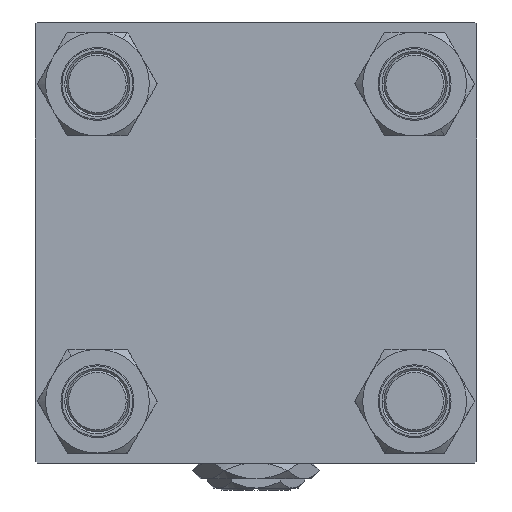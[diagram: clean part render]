
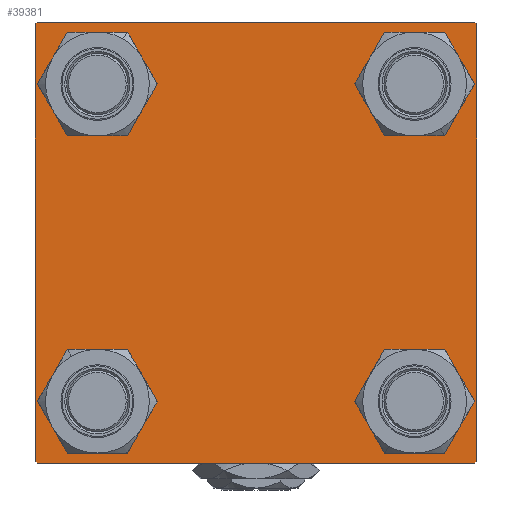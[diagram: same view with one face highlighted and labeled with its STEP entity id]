
A CAD part, left-side view. The second image highlights one B-rep face of the part: STEP entity #39381.
In plain terms, the highlighted planar face has unit normal (-1, 0, 0).
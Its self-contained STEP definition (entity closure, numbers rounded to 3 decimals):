
#608 = AXIS2_PLACEMENT_3D ( 'NONE', #52349, #35787, #12229 ) ;
#648 = ORIENTED_EDGE ( 'NONE', *, *, #41414, .T. ) ;
#1045 = VERTEX_POINT ( 'NONE', #28797 ) ;
#1292 = VECTOR ( 'NONE', #10884, 1000. ) ;
#1466 = CIRCLE ( 'NONE', #608, 8.5 ) ;
#1994 = EDGE_CURVE ( 'NONE', #20403, #15900, #30980, .T. ) ;
#2227 = EDGE_CURVE ( 'NONE', #13740, #36190, #12247, .T. ) ;
#2848 = LINE ( 'NONE', #31445, #1292 ) ;
#3137 = CARTESIAN_POINT ( 'NONE',  ( 0., 57.25, -57.25 ) ) ;
#3604 = VECTOR ( 'NONE', #47523, 1000. ) ;
#3971 = DIRECTION ( 'NONE',  ( 0., 0.707, 0.707 ) ) ;
#4108 = CARTESIAN_POINT ( 'NONE',  ( 0., 41.35, -41.35 ) ) ;
#4793 = ORIENTED_EDGE ( 'NONE', *, *, #18924, .T. ) ;
#4945 = CARTESIAN_POINT ( 'NONE',  ( 0., -57.5, -57. ) ) ;
#4955 = CARTESIAN_POINT ( 'NONE',  ( 0., -57.25, 57.25 ) ) ;
#5149 = ORIENTED_EDGE ( 'NONE', *, *, #8923, .T. ) ;
#6137 = CARTESIAN_POINT ( 'NONE',  ( 0., 57.25, 57.25 ) ) ;
#6285 = AXIS2_PLACEMENT_3D ( 'NONE', #11342, #7340, #7605 ) ;
#6453 = CARTESIAN_POINT ( 'NONE',  ( 0., 41.35, -49.85 ) ) ;
#6638 = VECTOR ( 'NONE', #9854, 1000. ) ;
#6697 = CARTESIAN_POINT ( 'NONE',  ( 0., -41.35, -41.35 ) ) ;
#6841 = CARTESIAN_POINT ( 'NONE',  ( 0., -57.25, -57.25 ) ) ;
#6919 = VERTEX_POINT ( 'NONE', #21298 ) ;
#7207 = DIRECTION ( 'NONE',  ( 0., 0., 1. ) ) ;
#7277 = ORIENTED_EDGE ( 'NONE', *, *, #2227, .T. ) ;
#7340 = DIRECTION ( 'NONE',  ( 1., 0., 0. ) ) ;
#7605 = DIRECTION ( 'NONE',  ( 0., 0., 1. ) ) ;
#8167 = AXIS2_PLACEMENT_3D ( 'NONE', #47815, #47562, #15726 ) ;
#8618 = AXIS2_PLACEMENT_3D ( 'NONE', #32869, #20325, #23799 ) ;
#8923 = EDGE_CURVE ( 'NONE', #15900, #20403, #31205, .T. ) ;
#8981 = AXIS2_PLACEMENT_3D ( 'NONE', #33317, #49628, #21293 ) ;
#9326 = VERTEX_POINT ( 'NONE', #50452 ) ;
#9539 = DIRECTION ( 'NONE',  ( 0., 0., -1. ) ) ;
#9854 = DIRECTION ( 'NONE',  ( 0., -1., 0. ) ) ;
#10359 = EDGE_CURVE ( 'NONE', #13740, #47046, #2848, .T. ) ;
#10884 = DIRECTION ( 'NONE',  ( 0., 0., -1. ) ) ;
#11342 = CARTESIAN_POINT ( 'NONE',  ( 0., -41.35, 41.35 ) ) ;
#11431 = CARTESIAN_POINT ( 'NONE',  ( 0., -57.5, 57. ) ) ;
#11774 = FACE_OUTER_BOUND ( 'NONE', #21858, .T. ) ;
#12028 = FACE_BOUND ( 'NONE', #18052, .T. ) ;
#12053 = CIRCLE ( 'NONE', #8618, 8.5 ) ;
#12164 = VERTEX_POINT ( 'NONE', #30551 ) ;
#12229 = DIRECTION ( 'NONE',  ( 0., 0., 1. ) ) ;
#12247 = LINE ( 'NONE', #4955, #51488 ) ;
#12802 = ORIENTED_EDGE ( 'NONE', *, *, #23870, .T. ) ;
#13285 = LINE ( 'NONE', #37863, #48289 ) ;
#13740 = VERTEX_POINT ( 'NONE', #11431 ) ;
#14448 = CARTESIAN_POINT ( 'NONE',  ( 0., 41.35, 41.35 ) ) ;
#15527 = PLANE ( 'NONE',  #17126 ) ;
#15588 = CARTESIAN_POINT ( 'NONE',  ( 0., 57., -57.5 ) ) ;
#15726 = DIRECTION ( 'NONE',  ( 0., 0., 1. ) ) ;
#15783 = CARTESIAN_POINT ( 'NONE',  ( 0., 0., 0. ) ) ;
#15900 = VERTEX_POINT ( 'NONE', #39089 ) ;
#16262 = EDGE_CURVE ( 'NONE', #52569, #24244, #31192, .T. ) ;
#17126 = AXIS2_PLACEMENT_3D ( 'NONE', #15783, #24301, #49177 ) ;
#17328 = ORIENTED_EDGE ( 'NONE', *, *, #1994, .T. ) ;
#17617 = LINE ( 'NONE', #17879, #6638 ) ;
#17879 = CARTESIAN_POINT ( 'NONE',  ( 0., 57.5, 57.5 ) ) ;
#18052 = EDGE_LOOP ( 'NONE', ( #5149, #17328 ) ) ;
#18443 = DIRECTION ( 'NONE',  ( 0., 0.707, -0.707 ) ) ;
#18924 = EDGE_CURVE ( 'NONE', #22799, #35417, #19901, .T. ) ;
#18939 = VECTOR ( 'NONE', #18443, 1000. ) ;
#18999 = EDGE_CURVE ( 'NONE', #1045, #6919, #29297, .T. ) ;
#19178 = EDGE_CURVE ( 'NONE', #24244, #9326, #31334, .T. ) ;
#19901 = CIRCLE ( 'NONE', #49765, 8.5 ) ;
#20325 = DIRECTION ( 'NONE',  ( 1., 0., 0. ) ) ;
#20403 = VERTEX_POINT ( 'NONE', #39686 ) ;
#21293 = DIRECTION ( 'NONE',  ( 0., 0., 1. ) ) ;
#21298 = CARTESIAN_POINT ( 'NONE',  ( 0., -41.35, 32.85 ) ) ;
#21858 = EDGE_LOOP ( 'NONE', ( #39712, #44873, #36732, #31428, #47651, #7277, #50381, #648 ) ) ;
#22603 = DIRECTION ( 'NONE',  ( 0., -0.707, 0.707 ) ) ;
#22692 = CARTESIAN_POINT ( 'NONE',  ( 0., 57.5, 57. ) ) ;
#22799 = VERTEX_POINT ( 'NONE', #6453 ) ;
#23779 = EDGE_LOOP ( 'NONE', ( #29474, #26461 ) ) ;
#23799 = DIRECTION ( 'NONE',  ( 0., 0., 1. ) ) ;
#23870 = EDGE_CURVE ( 'NONE', #6919, #1045, #32023, .T. ) ;
#24244 = VERTEX_POINT ( 'NONE', #15588 ) ;
#24301 = DIRECTION ( 'NONE',  ( -1., 0., 0. ) ) ;
#24411 = EDGE_LOOP ( 'NONE', ( #39214, #12802 ) ) ;
#24696 = EDGE_CURVE ( 'NONE', #45658, #52569, #13285, .T. ) ;
#26461 = ORIENTED_EDGE ( 'NONE', *, *, #52331, .T. ) ;
#27652 = LINE ( 'NONE', #6841, #34720 ) ;
#27795 = EDGE_CURVE ( 'NONE', #35417, #22799, #1466, .T. ) ;
#27799 = FACE_BOUND ( 'NONE', #41289, .T. ) ;
#28304 = FACE_BOUND ( 'NONE', #24411, .T. ) ;
#28370 = EDGE_CURVE ( 'NONE', #12164, #36190, #17617, .T. ) ;
#28797 = CARTESIAN_POINT ( 'NONE',  ( 0., -41.35, 49.85 ) ) ;
#29297 = CIRCLE ( 'NONE', #6285, 8.5 ) ;
#29474 = ORIENTED_EDGE ( 'NONE', *, *, #40280, .T. ) ;
#29538 = CARTESIAN_POINT ( 'NONE',  ( 0., -57., 57.5 ) ) ;
#30044 = EDGE_CURVE ( 'NONE', #9326, #47046, #27652, .T. ) ;
#30325 = AXIS2_PLACEMENT_3D ( 'NONE', #6697, #36071, #7207 ) ;
#30551 = CARTESIAN_POINT ( 'NONE',  ( 0., 57., 57.5 ) ) ;
#30980 = CIRCLE ( 'NONE', #36101, 8.5 ) ;
#31192 = LINE ( 'NONE', #3137, #3604 ) ;
#31205 = CIRCLE ( 'NONE', #8167, 8.5 ) ;
#31334 = LINE ( 'NONE', #43624, #39543 ) ;
#31428 = ORIENTED_EDGE ( 'NONE', *, *, #30044, .T. ) ;
#31445 = CARTESIAN_POINT ( 'NONE',  ( 0., -57.5, 57.5 ) ) ;
#32023 = CIRCLE ( 'NONE', #8981, 8.5 ) ;
#32869 = CARTESIAN_POINT ( 'NONE',  ( 0., -41.35, -41.35 ) ) ;
#33317 = CARTESIAN_POINT ( 'NONE',  ( 0., -41.35, 41.35 ) ) ;
#34203 = CARTESIAN_POINT ( 'NONE',  ( 0., -41.35, -32.85 ) ) ;
#34720 = VECTOR ( 'NONE', #22603, 1000. ) ;
#35417 = VERTEX_POINT ( 'NONE', #44923 ) ;
#35787 = DIRECTION ( 'NONE',  ( 1., 0., 0. ) ) ;
#36071 = DIRECTION ( 'NONE',  ( 1., 0., 0. ) ) ;
#36101 = AXIS2_PLACEMENT_3D ( 'NONE', #14448, #37949, #38228 ) ;
#36190 = VERTEX_POINT ( 'NONE', #29538 ) ;
#36718 = DIRECTION ( 'NONE',  ( 0., 0., 1. ) ) ;
#36732 = ORIENTED_EDGE ( 'NONE', *, *, #19178, .T. ) ;
#37096 = CARTESIAN_POINT ( 'NONE',  ( 0., -41.35, -49.85 ) ) ;
#37863 = CARTESIAN_POINT ( 'NONE',  ( 0., 57.5, 57.5 ) ) ;
#37949 = DIRECTION ( 'NONE',  ( 1., 0., 0. ) ) ;
#38228 = DIRECTION ( 'NONE',  ( 0., 0., 1. ) ) ;
#39089 = CARTESIAN_POINT ( 'NONE',  ( 0., 41.35, 49.85 ) ) ;
#39214 = ORIENTED_EDGE ( 'NONE', *, *, #18999, .T. ) ;
#39381 = ADVANCED_FACE ( 'NONE', ( #28304, #48906, #27799, #12028, #11774 ), #15527, .T. ) ;
#39543 = VECTOR ( 'NONE', #52181, 1000. ) ;
#39686 = CARTESIAN_POINT ( 'NONE',  ( 0., 41.35, 32.85 ) ) ;
#39712 = ORIENTED_EDGE ( 'NONE', *, *, #24696, .T. ) ;
#40280 = EDGE_CURVE ( 'NONE', #45581, #42164, #12053, .T. ) ;
#40773 = ORIENTED_EDGE ( 'NONE', *, *, #27795, .T. ) ;
#41289 = EDGE_LOOP ( 'NONE', ( #40773, #4793 ) ) ;
#41414 = EDGE_CURVE ( 'NONE', #12164, #45658, #47038, .T. ) ;
#42164 = VERTEX_POINT ( 'NONE', #37096 ) ;
#43624 = CARTESIAN_POINT ( 'NONE',  ( 0., 57.5, -57.5 ) ) ;
#44873 = ORIENTED_EDGE ( 'NONE', *, *, #16262, .T. ) ;
#44923 = CARTESIAN_POINT ( 'NONE',  ( 0., 41.35, -32.85 ) ) ;
#45581 = VERTEX_POINT ( 'NONE', #34203 ) ;
#45658 = VERTEX_POINT ( 'NONE', #22692 ) ;
#47038 = LINE ( 'NONE', #6137, #18939 ) ;
#47046 = VERTEX_POINT ( 'NONE', #4945 ) ;
#47523 = DIRECTION ( 'NONE',  ( 0., -0.707, -0.707 ) ) ;
#47562 = DIRECTION ( 'NONE',  ( 1., 0., 0. ) ) ;
#47651 = ORIENTED_EDGE ( 'NONE', *, *, #10359, .F. ) ;
#47815 = CARTESIAN_POINT ( 'NONE',  ( 0., 41.35, 41.35 ) ) ;
#48224 = DIRECTION ( 'NONE',  ( 1., 0., 0. ) ) ;
#48265 = CIRCLE ( 'NONE', #30325, 8.5 ) ;
#48289 = VECTOR ( 'NONE', #9539, 1000. ) ;
#48906 = FACE_BOUND ( 'NONE', #23779, .T. ) ;
#49177 = DIRECTION ( 'NONE',  ( 0., 0., 1. ) ) ;
#49628 = DIRECTION ( 'NONE',  ( 1., 0., 0. ) ) ;
#49765 = AXIS2_PLACEMENT_3D ( 'NONE', #4108, #48224, #36718 ) ;
#50381 = ORIENTED_EDGE ( 'NONE', *, *, #28370, .F. ) ;
#50452 = CARTESIAN_POINT ( 'NONE',  ( 0., -57., -57.5 ) ) ;
#51488 = VECTOR ( 'NONE', #3971, 1000. ) ;
#52181 = DIRECTION ( 'NONE',  ( 0., -1., 0. ) ) ;
#52331 = EDGE_CURVE ( 'NONE', #42164, #45581, #48265, .T. ) ;
#52349 = CARTESIAN_POINT ( 'NONE',  ( 0., 41.35, -41.35 ) ) ;
#52569 = VERTEX_POINT ( 'NONE', #52910 ) ;
#52910 = CARTESIAN_POINT ( 'NONE',  ( 0., 57.5, -57. ) ) ;
